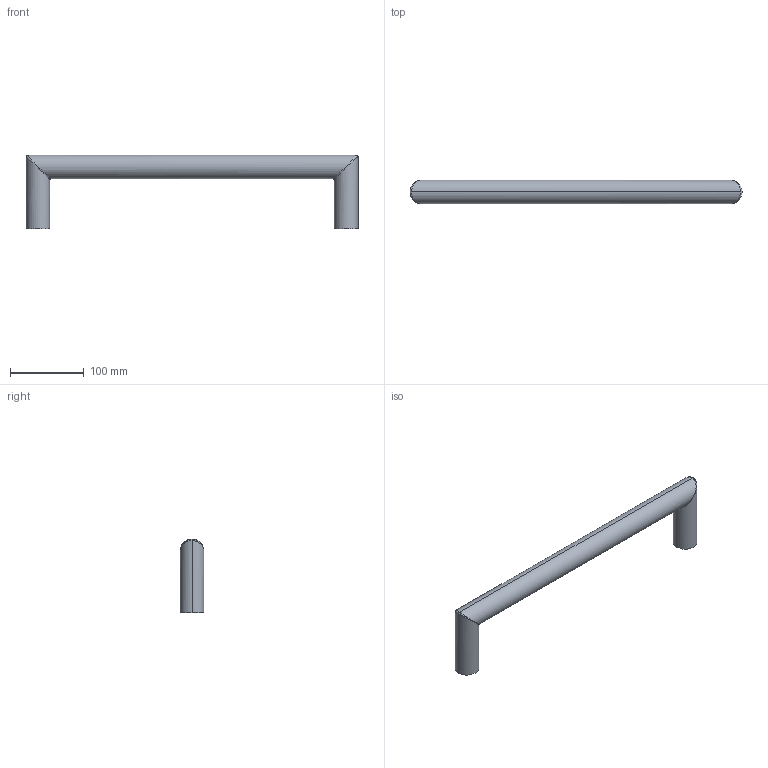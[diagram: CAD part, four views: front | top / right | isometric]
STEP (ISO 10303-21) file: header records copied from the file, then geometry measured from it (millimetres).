
FILE_DESCRIPTION (( 'STEP AP214' ), '1' );
FILE_NAME ('EM045ER_STEP_V10321.STEP', '2021-03-25T11:34:03', ( '' ), ( '' ), 'SwSTEP 2.0', 'SolidWorks 2019', '' );
FILE_SCHEMA (( 'AUTOMOTIVE_DESIGN' ));
Length unit declared in the file: millimetre
Products named in the file (3): Wall Fixing RO_Cable Opening; EM045ER_EM060ER_450; EM045ER_STEP_V10321
Assembly tree (3 placements, depth 2):
  EM045ER_STEP_V10321
    EM045ER_EM060ER_450
    Wall Fixing RO_Cable Opening  x2
Bounding box: 450 x 32 x 100 mm (x, y, z)
Volume: 71839.7 mm3; surface area: 119579.9 mm2
Topology: 3 solids, 3 shells, 52 faces, 140 edges, 78 vertices
Faces by surface type: cylinder 28, cone 10, bspline 8, plane 6
Entity records: 1920 total; most frequent: CARTESIAN_POINT 1054, ORIENTED_EDGE 176, DIRECTION 150, EDGE_CURVE 88, AXIS2_PLACEMENT_3D 63, VERTEX_POINT 55, EDGE_LOOP 41, ADVANCED_FACE 37
